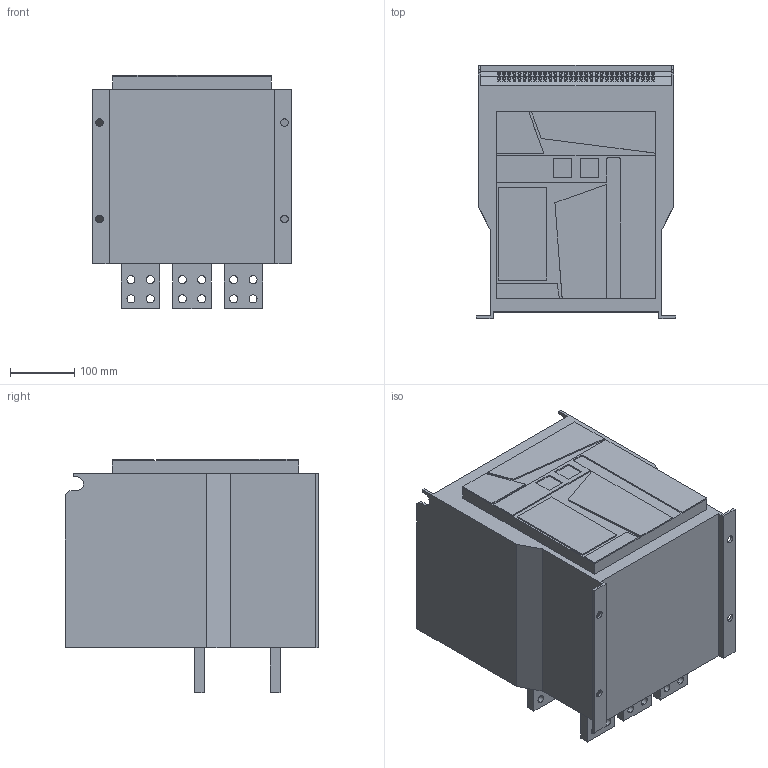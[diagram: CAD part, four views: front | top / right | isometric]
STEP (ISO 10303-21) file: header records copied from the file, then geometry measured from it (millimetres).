
FILE_DESCRIPTION (( 'STEP AP203' ), '1' );
FILE_NAME ('3FB-2000 H.STEP', '2022-12-15T15:14:59', ( '' ), ( '' ), 'SwSTEP 2.0', 'SolidWorks 2022', '' );
FILE_SCHEMA (( 'CONFIG_CONTROL_DESIGN' ));
Length unit declared in the file: millimetre
Products named in the file (1): 3FB-2000 H
Bounding box: 310 x 394 x 363 mm (x, y, z)
Volume: 31334489.1 mm3; surface area: 724876.9 mm2
Topology: 1 solids, 1 shells, 670 faces, 1586 edges, 1052 vertices
Faces by surface type: plane 486, cylinder 182, cone 2
Entity records: 19399 total; most frequent: CARTESIAN_POINT 3309, DIRECTION 3296, ORIENTED_EDGE 3172, EDGE_CURVE 1586, VECTOR 1218, LINE 1218, VERTEX_POINT 1052, AXIS2_PLACEMENT_3D 1039
